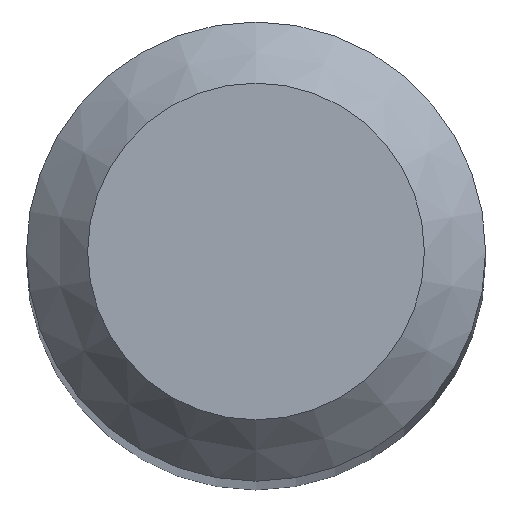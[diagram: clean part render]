
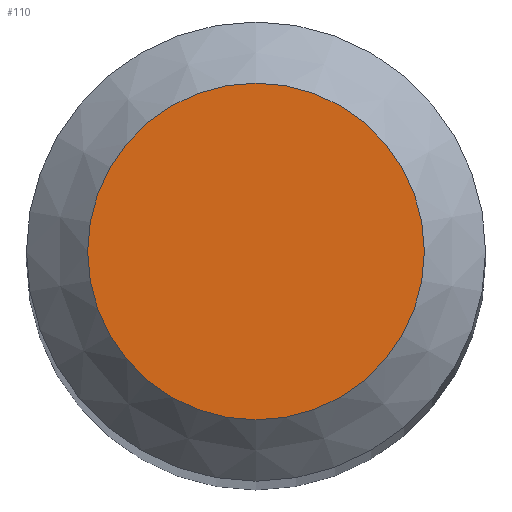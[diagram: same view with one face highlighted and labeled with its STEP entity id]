
A CAD part, top view. The second image highlights one B-rep face of the part: STEP entity #110.
In plain terms, the highlighted planar face has unit normal (0, 0, 1).
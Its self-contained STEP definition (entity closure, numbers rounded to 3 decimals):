
#3 = PLANE ( 'NONE',  #254 ) ;
#23 = DIRECTION ( 'NONE',  ( 0., 1., 0. ) ) ;
#85 = DIRECTION ( 'NONE',  ( 0., 0., -1. ) ) ;
#100 = EDGE_CURVE ( 'NONE', #130, #130, #182, .T. ) ;
#105 = ORIENTED_EDGE ( 'NONE', *, *, #100, .F. ) ;
#106 = FACE_OUTER_BOUND ( 'NONE', #223, .T. ) ;
#107 = CARTESIAN_POINT ( 'NONE',  ( 0., 0., 43. ) ) ;
#110 = ADVANCED_FACE ( 'NONE', ( #106 ), #3, .F. ) ;
#127 = CARTESIAN_POINT ( 'NONE',  ( 0., 0., 43. ) ) ;
#130 = VERTEX_POINT ( 'NONE', #209 ) ;
#182 = CIRCLE ( 'NONE', #210, 1.1 ) ;
#203 = DIRECTION ( 'NONE',  ( 0., 0., -1. ) ) ;
#204 = DIRECTION ( 'NONE',  ( 0., 1., 0. ) ) ;
#209 = CARTESIAN_POINT ( 'NONE',  ( 0., 1.1, 43. ) ) ;
#210 = AXIS2_PLACEMENT_3D ( 'NONE', #127, #203, #23 ) ;
#223 = EDGE_LOOP ( 'NONE', ( #105 ) ) ;
#254 = AXIS2_PLACEMENT_3D ( 'NONE', #107, #85, #204 ) ;
